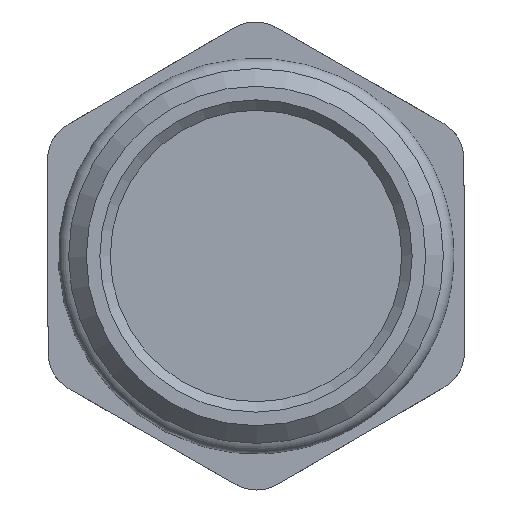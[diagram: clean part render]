
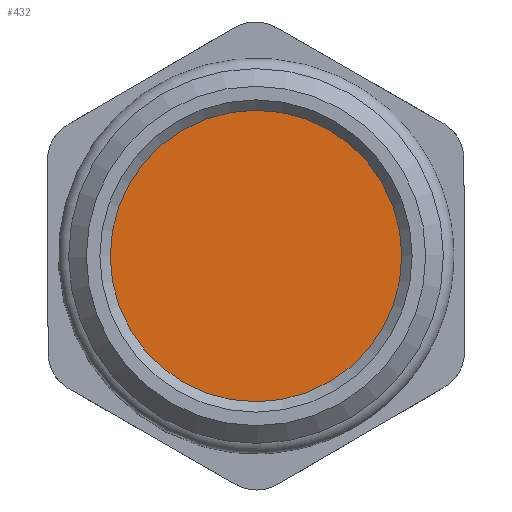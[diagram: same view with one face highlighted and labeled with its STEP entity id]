
A CAD part, front view. The second image highlights one B-rep face of the part: STEP entity #432.
In plain terms, the highlighted planar face has unit normal (0, -1, 0).
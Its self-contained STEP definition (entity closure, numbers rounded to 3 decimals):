
#99=FACE_OUTER_BOUND('',#127,.T.);
#127=EDGE_LOOP('',(#290));
#157=CIRCLE('',#484,7.);
#182=VERTEX_POINT('',#669);
#224=EDGE_CURVE('',#182,#182,#157,.T.);
#290=ORIENTED_EDGE('',*,*,#224,.F.);
#422=PLANE('',#483);
#432=ADVANCED_FACE('',(#99),#422,.F.);
#483=AXIS2_PLACEMENT_3D('',#668,#538,#539);
#484=AXIS2_PLACEMENT_3D('',#670,#540,#541);
#538=DIRECTION('center_axis',(0.,1.,0.));
#539=DIRECTION('ref_axis',(0.,0.,1.));
#540=DIRECTION('center_axis',(0.,1.,0.));
#541=DIRECTION('ref_axis',(1.,0.,0.003));
#668=CARTESIAN_POINT('Origin',(0.,0.5,0.));
#669=CARTESIAN_POINT('',(-7.,0.5,-0.023));
#670=CARTESIAN_POINT('Origin',(0.,0.5,0.));
